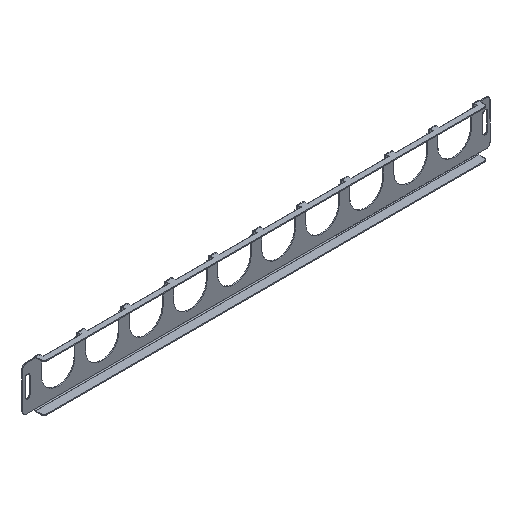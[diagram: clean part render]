
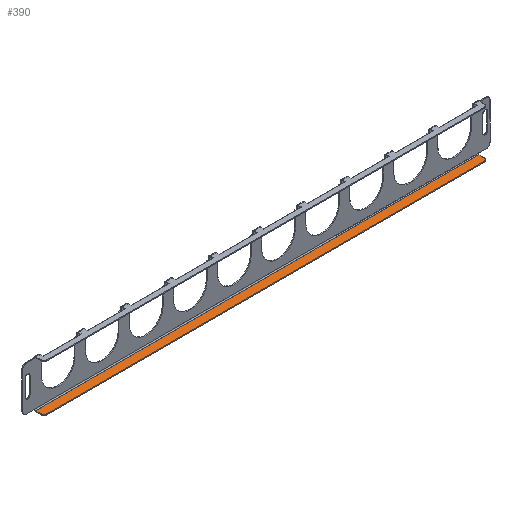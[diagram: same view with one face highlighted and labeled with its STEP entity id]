
A CAD part, isometric view. The second image highlights one B-rep face of the part: STEP entity #390.
In plain terms, the highlighted planar face has unit normal (0, 0, 1).
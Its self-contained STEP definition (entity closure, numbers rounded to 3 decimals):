
#85 = VERTEX_POINT ( 'NONE', #6735 ) ;
#156 = CARTESIAN_POINT ( 'NONE',  ( 366.5, -11., -38.5 ) ) ;
#302 = CARTESIAN_POINT ( 'NONE',  ( -372.5, 0., -38.5 ) ) ;
#390 = ADVANCED_FACE ( 'NONE', ( #2682 ), #1396, .F. ) ;
#798 = DIRECTION ( 'NONE',  ( 0., -1., 0. ) ) ;
#815 = ORIENTED_EDGE ( 'NONE', *, *, #6328, .T. ) ;
#888 = CARTESIAN_POINT ( 'NONE',  ( -366.5, -17., -38.5 ) ) ;
#934 = VECTOR ( 'NONE', #2120, 1000. ) ;
#936 = CARTESIAN_POINT ( 'NONE',  ( 366.5, -17., -38.5 ) ) ;
#1152 = DIRECTION ( 'NONE',  ( 0., 0., 1. ) ) ;
#1396 = PLANE ( 'NONE',  #6202 ) ;
#1454 = VECTOR ( 'NONE', #798, 1000. ) ;
#1675 = EDGE_CURVE ( 'NONE', #3994, #2234, #2122, .T. ) ;
#1967 = DIRECTION ( 'NONE',  ( 0., 1., 0. ) ) ;
#2120 = DIRECTION ( 'NONE',  ( 0., 1., 0. ) ) ;
#2122 = CIRCLE ( 'NONE', #3276, 6. ) ;
#2158 = LINE ( 'NONE', #4385, #934 ) ;
#2185 = DIRECTION ( 'NONE',  ( 0., 0., 1. ) ) ;
#2234 = VERTEX_POINT ( 'NONE', #888 ) ;
#2489 = LINE ( 'NONE', #4233, #2830 ) ;
#2659 = CARTESIAN_POINT ( 'NONE',  ( -372.5, -11., -38.5 ) ) ;
#2682 = FACE_OUTER_BOUND ( 'NONE', #3158, .T. ) ;
#2830 = VECTOR ( 'NONE', #6319, 1000. ) ;
#2964 = DIRECTION ( 'NONE',  ( 1., 0., 0. ) ) ;
#3158 = EDGE_LOOP ( 'NONE', ( #6701, #7054, #3820, #815, #4316, #5954 ) ) ;
#3276 = AXIS2_PLACEMENT_3D ( 'NONE', #4924, #2185, #6562 ) ;
#3403 = EDGE_CURVE ( 'NONE', #85, #5735, #2158, .T. ) ;
#3815 = DIRECTION ( 'NONE',  ( 0., 0., -1. ) ) ;
#3820 = ORIENTED_EDGE ( 'NONE', *, *, #4726, .T. ) ;
#3835 = CIRCLE ( 'NONE', #4889, 6. ) ;
#3994 = VERTEX_POINT ( 'NONE', #2659 ) ;
#4129 = VECTOR ( 'NONE', #2964, 1000. ) ;
#4233 = CARTESIAN_POINT ( 'NONE',  ( 0., -17., -38.5 ) ) ;
#4246 = EDGE_CURVE ( 'NONE', #6481, #5735, #5202, .T. ) ;
#4316 = ORIENTED_EDGE ( 'NONE', *, *, #3403, .T. ) ;
#4319 = CARTESIAN_POINT ( 'NONE',  ( 0., 0., -38.5 ) ) ;
#4385 = CARTESIAN_POINT ( 'NONE',  ( 372.5, 0., -38.5 ) ) ;
#4726 = EDGE_CURVE ( 'NONE', #2234, #4772, #2489, .T. ) ;
#4772 = VERTEX_POINT ( 'NONE', #936 ) ;
#4794 = EDGE_CURVE ( 'NONE', #6481, #3994, #5374, .T. ) ;
#4889 = AXIS2_PLACEMENT_3D ( 'NONE', #156, #1152, #6855 ) ;
#4924 = CARTESIAN_POINT ( 'NONE',  ( -366.5, -11., -38.5 ) ) ;
#5164 = CARTESIAN_POINT ( 'NONE',  ( -392.5, -3., -38.5 ) ) ;
#5202 = LINE ( 'NONE', #5164, #4129 ) ;
#5256 = CARTESIAN_POINT ( 'NONE',  ( -372.5, -3., -38.5 ) ) ;
#5374 = LINE ( 'NONE', #302, #1454 ) ;
#5735 = VERTEX_POINT ( 'NONE', #7099 ) ;
#5954 = ORIENTED_EDGE ( 'NONE', *, *, #4246, .F. ) ;
#6202 = AXIS2_PLACEMENT_3D ( 'NONE', #4319, #3815, #1967 ) ;
#6319 = DIRECTION ( 'NONE',  ( 1., 0., 0. ) ) ;
#6328 = EDGE_CURVE ( 'NONE', #4772, #85, #3835, .T. ) ;
#6481 = VERTEX_POINT ( 'NONE', #5256 ) ;
#6562 = DIRECTION ( 'NONE',  ( 0., 1., 0. ) ) ;
#6701 = ORIENTED_EDGE ( 'NONE', *, *, #4794, .T. ) ;
#6735 = CARTESIAN_POINT ( 'NONE',  ( 372.5, -11., -38.5 ) ) ;
#6855 = DIRECTION ( 'NONE',  ( 0., 1., 0. ) ) ;
#7054 = ORIENTED_EDGE ( 'NONE', *, *, #1675, .T. ) ;
#7099 = CARTESIAN_POINT ( 'NONE',  ( 372.5, -3., -38.5 ) ) ;
